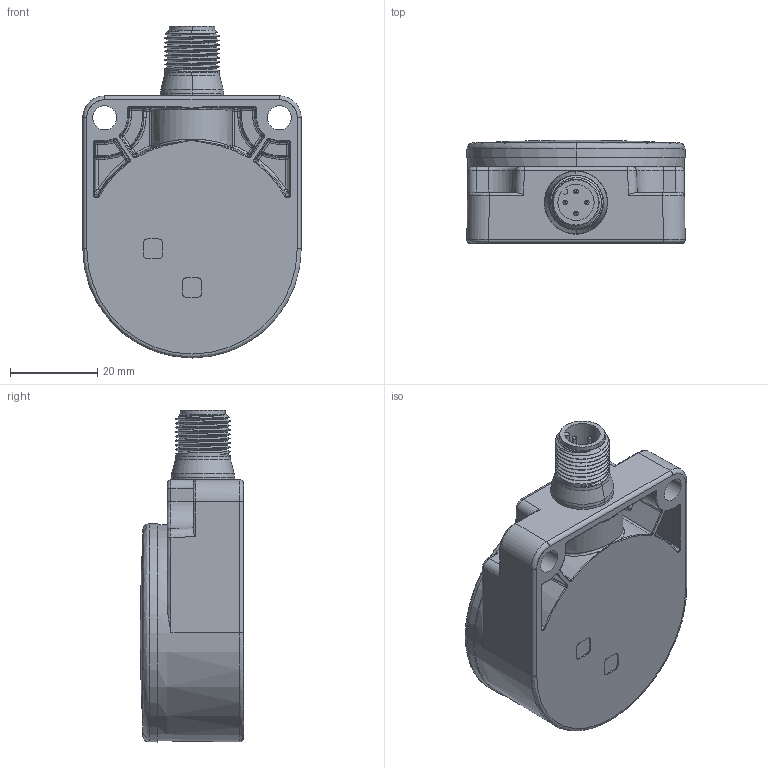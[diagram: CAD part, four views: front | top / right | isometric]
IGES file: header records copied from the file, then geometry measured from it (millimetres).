
Start section:  PTC IGES file: 219960.igs
Global section: file name: 219960.igs; native system: Creo Parametric by PTC Inc.; preprocessor: 2019292; author: jeshelman; organization: Unknown; date: 20201229.140214; units: millimetre
Bounding box: 50 x 23.6 x 76 mm (x, y, z)
Surface area: 13243.4 mm2 (no closed solid volume)
Topology: 0 solids, 0 shells, 610 faces, 3096 edges, 3094 vertices
Faces by surface type: revolution 364, bspline 246
